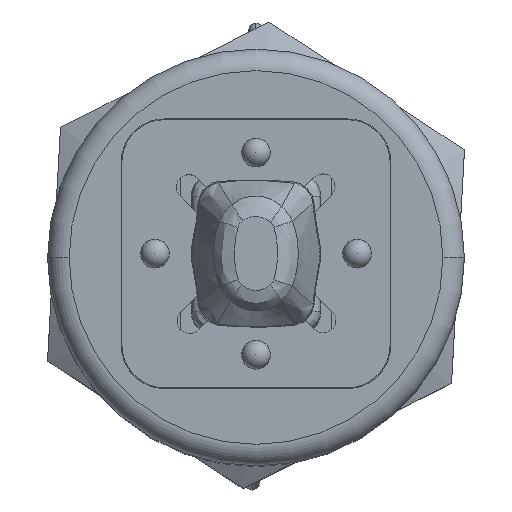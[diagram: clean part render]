
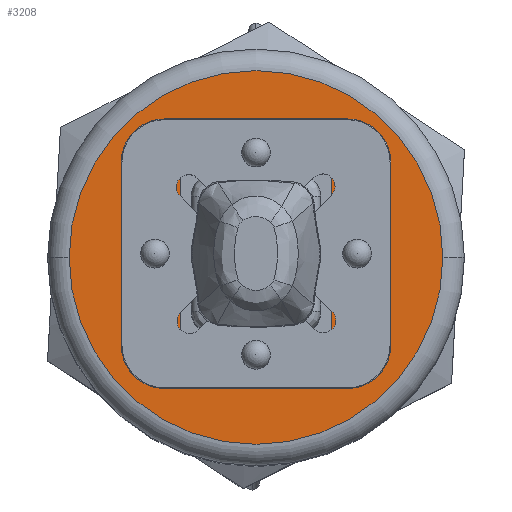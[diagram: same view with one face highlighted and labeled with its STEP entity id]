
A CAD part, top view. The second image highlights one B-rep face of the part: STEP entity #3208.
In plain terms, the highlighted planar face has unit normal (0, 0, 1).
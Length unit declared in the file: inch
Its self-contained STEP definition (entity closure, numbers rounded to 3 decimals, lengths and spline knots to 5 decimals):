
#17 = ORIENTED_EDGE ( 'NONE', *, *, #4927, .T. ) ;
#128 = CARTESIAN_POINT ( 'NONE',  ( 0.09, 0.12503, 0.9425 ) ) ;
#234 = CARTESIAN_POINT ( 'NONE',  ( -0.09, -0.13497, 0.9425 ) ) ;
#343 = CIRCLE ( 'NONE', #9020, 0.26 ) ;
#407 = VECTOR ( 'NONE', #14159, 39.37008 ) ;
#1144 = ORIENTED_EDGE ( 'NONE', *, *, #8264, .T. ) ;
#1198 = DIRECTION ( 'NONE',  ( -1., 0., 0. ) ) ;
#1258 = VERTEX_POINT ( 'NONE', #234 ) ;
#1435 = CARTESIAN_POINT ( 'NONE',  ( -0.105, -0.00497, 0.9425 ) ) ;
#1736 = VECTOR ( 'NONE', #1888, 39.37008 ) ;
#1888 = DIRECTION ( 'NONE',  ( 0., -1., 0. ) ) ;
#1922 = CARTESIAN_POINT ( 'NONE',  ( -0.105, 0.11003, 0.9425 ) ) ;
#2081 = AXIS2_PLACEMENT_3D ( 'NONE', #5864, #6921, #11630 ) ;
#2087 = DIRECTION ( 'NONE',  ( 0., 0., -1. ) ) ;
#2488 = AXIS2_PLACEMENT_3D ( 'NONE', #4016, #7552, #13244 ) ;
#2500 = DIRECTION ( 'NONE',  ( 1., 0., 0. ) ) ;
#2782 = VECTOR ( 'NONE', #1198, 39.37008 ) ;
#2816 = VERTEX_POINT ( 'NONE', #128 ) ;
#3057 = AXIS2_PLACEMENT_3D ( 'NONE', #8165, #6030, #11726 ) ;
#3140 = ORIENTED_EDGE ( 'NONE', *, *, #9831, .T. ) ;
#3208 = ADVANCED_FACE ( 'NONE', ( #13747, #13821 ), #6761, .T. ) ;
#3230 = AXIS2_PLACEMENT_3D ( 'NONE', #14736, #3374, #7987 ) ;
#3374 = DIRECTION ( 'NONE',  ( 0., 0., 1. ) ) ;
#3655 = VERTEX_POINT ( 'NONE', #6215 ) ;
#4016 = CARTESIAN_POINT ( 'NONE',  ( -0.09, 0.11003, 0.9425 ) ) ;
#4258 = ORIENTED_EDGE ( 'NONE', *, *, #4891, .T. ) ;
#4349 = VERTEX_POINT ( 'NONE', #4737 ) ;
#4707 = LINE ( 'NONE', #14172, #8031 ) ;
#4737 = CARTESIAN_POINT ( 'NONE',  ( -0.105, -0.11997, 0.9425 ) ) ;
#4891 = EDGE_CURVE ( 'NONE', #4349, #11860, #9530, .T. ) ;
#4927 = EDGE_CURVE ( 'NONE', #1258, #4349, #5003, .T. ) ;
#5003 = CIRCLE ( 'NONE', #3057, 0.015 ) ;
#5100 = EDGE_LOOP ( 'NONE', ( #12095, #12074 ) ) ;
#5663 = EDGE_CURVE ( 'NONE', #6057, #9037, #343, .T. ) ;
#5864 = CARTESIAN_POINT ( 'NONE',  ( 0.09, -0.11997, 0.9425 ) ) ;
#6030 = DIRECTION ( 'NONE',  ( 0., 0., -1. ) ) ;
#6057 = VERTEX_POINT ( 'NONE', #14492 ) ;
#6215 = CARTESIAN_POINT ( 'NONE',  ( 0.105, -0.11997, 0.9425 ) ) ;
#6415 = CIRCLE ( 'NONE', #2081, 0.015 ) ;
#6480 = LINE ( 'NONE', #9979, #1736 ) ;
#6565 = CARTESIAN_POINT ( 'NONE',  ( 0., -0.00497, 0.9425 ) ) ;
#6761 = PLANE ( 'NONE',  #3230 ) ;
#6903 = ORIENTED_EDGE ( 'NONE', *, *, #9003, .T. ) ;
#6921 = DIRECTION ( 'NONE',  ( 0., 0., -1. ) ) ;
#6923 = LINE ( 'NONE', #11563, #2782 ) ;
#7032 = CARTESIAN_POINT ( 'NONE',  ( 0.105, 0.11003, 0.9425 ) ) ;
#7219 = EDGE_LOOP ( 'NONE', ( #4258, #13505, #6903, #1144, #3140, #14758, #13467, #17 ) ) ;
#7257 = AXIS2_PLACEMENT_3D ( 'NONE', #6565, #10975, #11197 ) ;
#7552 = DIRECTION ( 'NONE',  ( 0., 0., -1. ) ) ;
#7987 = DIRECTION ( 'NONE',  ( 1., 0., 0. ) ) ;
#8031 = VECTOR ( 'NONE', #2500, 39.37008 ) ;
#8165 = CARTESIAN_POINT ( 'NONE',  ( -0.09, -0.11997, 0.9425 ) ) ;
#8264 = EDGE_CURVE ( 'NONE', #2816, #14350, #9444, .T. ) ;
#8368 = CARTESIAN_POINT ( 'NONE',  ( -0.09, 0.12503, 0.9425 ) ) ;
#8674 = CARTESIAN_POINT ( 'NONE',  ( 0., -0.00497, 0.9425 ) ) ;
#8752 = EDGE_CURVE ( 'NONE', #9037, #6057, #9920, .T. ) ;
#8763 = CIRCLE ( 'NONE', #2488, 0.015 ) ;
#9003 = EDGE_CURVE ( 'NONE', #11717, #2816, #4707, .T. ) ;
#9020 = AXIS2_PLACEMENT_3D ( 'NONE', #8674, #13223, #14154 ) ;
#9037 = VERTEX_POINT ( 'NONE', #9761 ) ;
#9444 = CIRCLE ( 'NONE', #9681, 0.015 ) ;
#9530 = LINE ( 'NONE', #1435, #407 ) ;
#9562 = CARTESIAN_POINT ( 'NONE',  ( 0.09, -0.13497, 0.9425 ) ) ;
#9681 = AXIS2_PLACEMENT_3D ( 'NONE', #14804, #2087, #12602 ) ;
#9761 = CARTESIAN_POINT ( 'NONE',  ( -0.26, -0.00497, 0.9425 ) ) ;
#9831 = EDGE_CURVE ( 'NONE', #14350, #3655, #6480, .T. ) ;
#9920 = CIRCLE ( 'NONE', #7257, 0.26 ) ;
#9979 = CARTESIAN_POINT ( 'NONE',  ( 0.105, -0.00497, 0.9425 ) ) ;
#10975 = DIRECTION ( 'NONE',  ( 0., 0., 1. ) ) ;
#11197 = DIRECTION ( 'NONE',  ( 1., 0., 0. ) ) ;
#11326 = EDGE_CURVE ( 'NONE', #12052, #1258, #6923, .T. ) ;
#11563 = CARTESIAN_POINT ( 'NONE',  ( 0., -0.13497, 0.9425 ) ) ;
#11630 = DIRECTION ( 'NONE',  ( -1., 0., 0. ) ) ;
#11717 = VERTEX_POINT ( 'NONE', #8368 ) ;
#11726 = DIRECTION ( 'NONE',  ( -1., 0., 0. ) ) ;
#11860 = VERTEX_POINT ( 'NONE', #1922 ) ;
#12052 = VERTEX_POINT ( 'NONE', #9562 ) ;
#12074 = ORIENTED_EDGE ( 'NONE', *, *, #8752, .T. ) ;
#12095 = ORIENTED_EDGE ( 'NONE', *, *, #5663, .T. ) ;
#12558 = EDGE_CURVE ( 'NONE', #3655, #12052, #6415, .T. ) ;
#12602 = DIRECTION ( 'NONE',  ( -1., 0., 0. ) ) ;
#13223 = DIRECTION ( 'NONE',  ( 0., 0., 1. ) ) ;
#13244 = DIRECTION ( 'NONE',  ( -1., 0., 0. ) ) ;
#13467 = ORIENTED_EDGE ( 'NONE', *, *, #11326, .T. ) ;
#13505 = ORIENTED_EDGE ( 'NONE', *, *, #13507, .T. ) ;
#13507 = EDGE_CURVE ( 'NONE', #11860, #11717, #8763, .T. ) ;
#13747 = FACE_OUTER_BOUND ( 'NONE', #5100, .T. ) ;
#13821 = FACE_BOUND ( 'NONE', #7219, .T. ) ;
#14154 = DIRECTION ( 'NONE',  ( 1., 0., 0. ) ) ;
#14159 = DIRECTION ( 'NONE',  ( 0., 1., 0. ) ) ;
#14172 = CARTESIAN_POINT ( 'NONE',  ( 0., 0.12503, 0.9425 ) ) ;
#14350 = VERTEX_POINT ( 'NONE', #7032 ) ;
#14492 = CARTESIAN_POINT ( 'NONE',  ( 0.26, -0.00497, 0.9425 ) ) ;
#14736 = CARTESIAN_POINT ( 'NONE',  ( 0., -0.00497, 0.9425 ) ) ;
#14758 = ORIENTED_EDGE ( 'NONE', *, *, #12558, .T. ) ;
#14804 = CARTESIAN_POINT ( 'NONE',  ( 0.09, 0.11003, 0.9425 ) ) ;
